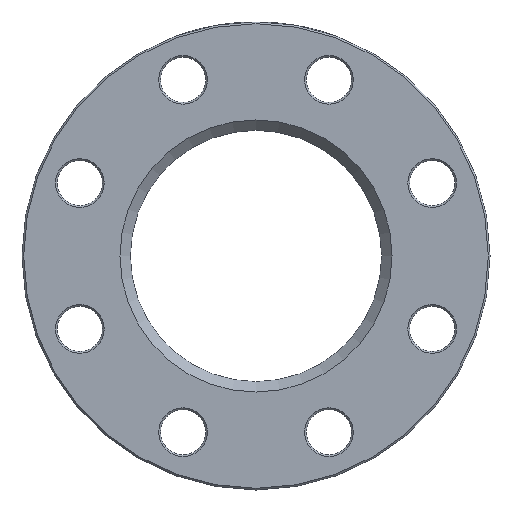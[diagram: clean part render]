
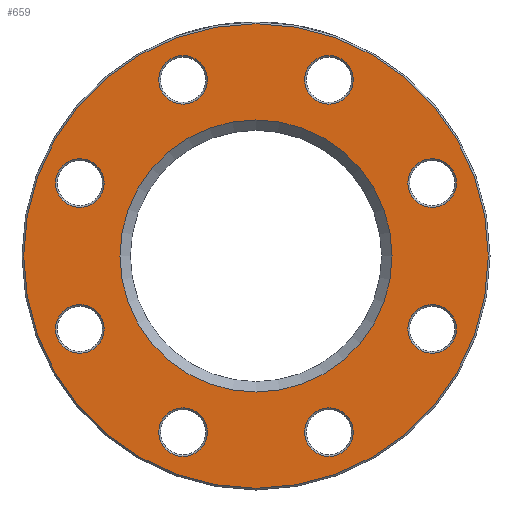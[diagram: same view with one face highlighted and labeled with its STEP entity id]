
A CAD part, left-side view. The second image highlights one B-rep face of the part: STEP entity #659.
In plain terms, the highlighted planar face has unit normal (-1, 0, 0).
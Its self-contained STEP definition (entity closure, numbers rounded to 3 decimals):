
#82 = FACE_BOUND ( 'NONE', #784, .T. ) ;
#138 = DIRECTION ( 'NONE',  ( 0., 0., -1. ) ) ;
#203 = EDGE_CURVE ( 'NONE', #230, #230, #2356, .T. ) ;
#230 = VERTEX_POINT ( 'NONE', #1445 ) ;
#340 = VERTEX_POINT ( 'NONE', #775 ) ;
#374 = EDGE_CURVE ( 'NONE', #1477, #1477, #631, .T. ) ;
#383 = EDGE_LOOP ( 'NONE', ( #3272 ) ) ;
#422 = EDGE_LOOP ( 'NONE', ( #1693 ) ) ;
#515 = DIRECTION ( 'NONE',  ( 1., 0., 0. ) ) ;
#565 = CARTESIAN_POINT ( 'NONE',  ( 0., 101.627, 42.095 ) ) ;
#631 = CIRCLE ( 'NONE', #5085, 134. ) ;
#659 = ADVANCED_FACE ( 'NONE', ( #4533, #940, #1478, #4958, #1446, #2733, #82, #2249, #2765, #4929 ), #3615, .F. ) ;
#674 = CARTESIAN_POINT ( 'NONE',  ( 0., 0., 0. ) ) ;
#731 = AXIS2_PLACEMENT_3D ( 'NONE', #2155, #4719, #773 ) ;
#740 = CARTESIAN_POINT ( 'NONE',  ( 0., 42.095, 101.627 ) ) ;
#772 = DIRECTION ( 'NONE',  ( 1., 0., 0. ) ) ;
#773 = DIRECTION ( 'NONE',  ( 0., 0., -1. ) ) ;
#775 = CARTESIAN_POINT ( 'NONE',  ( 0., 0., -78.5 ) ) ;
#784 = EDGE_LOOP ( 'NONE', ( #5594 ) ) ;
#788 = DIRECTION ( 'NONE',  ( 0., 0., -1. ) ) ;
#798 = CARTESIAN_POINT ( 'NONE',  ( 0., 101.627, -56.095 ) ) ;
#817 = AXIS2_PLACEMENT_3D ( 'NONE', #3152, #2645, #2247 ) ;
#906 = CIRCLE ( 'NONE', #3176, 14. ) ;
#940 = FACE_OUTER_BOUND ( 'NONE', #2740, .T. ) ;
#1005 = EDGE_LOOP ( 'NONE', ( #3493 ) ) ;
#1033 = EDGE_CURVE ( 'NONE', #1670, #1670, #3444, .T. ) ;
#1080 = ORIENTED_EDGE ( 'NONE', *, *, #1033, .T. ) ;
#1092 = CIRCLE ( 'NONE', #2087, 78.5 ) ;
#1142 = VERTEX_POINT ( 'NONE', #4648 ) ;
#1204 = EDGE_CURVE ( 'NONE', #1647, #1647, #3169, .T. ) ;
#1237 = CARTESIAN_POINT ( 'NONE',  ( 0., 0., 0. ) ) ;
#1279 = AXIS2_PLACEMENT_3D ( 'NONE', #2522, #772, #4189 ) ;
#1293 = CARTESIAN_POINT ( 'NONE',  ( 0., -42.095, -101.627 ) ) ;
#1301 = EDGE_LOOP ( 'NONE', ( #4964 ) ) ;
#1356 = AXIS2_PLACEMENT_3D ( 'NONE', #740, #2040, #3322 ) ;
#1445 = CARTESIAN_POINT ( 'NONE',  ( 0., -42.095, -115.627 ) ) ;
#1446 = FACE_BOUND ( 'NONE', #422, .T. ) ;
#1477 = VERTEX_POINT ( 'NONE', #2764 ) ;
#1478 = FACE_BOUND ( 'NONE', #3834, .T. ) ;
#1647 = VERTEX_POINT ( 'NONE', #2026 ) ;
#1653 = EDGE_LOOP ( 'NONE', ( #5000 ) ) ;
#1670 = VERTEX_POINT ( 'NONE', #798 ) ;
#1693 = ORIENTED_EDGE ( 'NONE', *, *, #2647, .T. ) ;
#1820 = CIRCLE ( 'NONE', #2273, 14. ) ;
#1992 = CARTESIAN_POINT ( 'NONE',  ( 0., -42.095, 87.627 ) ) ;
#2026 = CARTESIAN_POINT ( 'NONE',  ( 0., -101.627, -56.095 ) ) ;
#2040 = DIRECTION ( 'NONE',  ( 1., 0., 0. ) ) ;
#2050 = VERTEX_POINT ( 'NONE', #1992 ) ;
#2087 = AXIS2_PLACEMENT_3D ( 'NONE', #674, #2338, #4109 ) ;
#2155 = CARTESIAN_POINT ( 'NONE',  ( 0., -101.627, -42.095 ) ) ;
#2247 = DIRECTION ( 'NONE',  ( 0., 0., -1. ) ) ;
#2249 = FACE_BOUND ( 'NONE', #1653, .T. ) ;
#2273 = AXIS2_PLACEMENT_3D ( 'NONE', #3443, #515, #4441 ) ;
#2338 = DIRECTION ( 'NONE',  ( 1., 0., 0. ) ) ;
#2356 = CIRCLE ( 'NONE', #3720, 14. ) ;
#2426 = VERTEX_POINT ( 'NONE', #4163 ) ;
#2522 = CARTESIAN_POINT ( 'NONE',  ( 0., -42.095, 101.627 ) ) ;
#2538 = ORIENTED_EDGE ( 'NONE', *, *, #374, .T. ) ;
#2645 = DIRECTION ( 'NONE',  ( 1., 0., 0. ) ) ;
#2647 = EDGE_CURVE ( 'NONE', #1142, #1142, #4558, .T. ) ;
#2726 = DIRECTION ( 'NONE',  ( 1., 0., 0. ) ) ;
#2733 = FACE_BOUND ( 'NONE', #383, .T. ) ;
#2740 = EDGE_LOOP ( 'NONE', ( #2538 ) ) ;
#2764 = CARTESIAN_POINT ( 'NONE',  ( 0., 0., -134. ) ) ;
#2765 = FACE_BOUND ( 'NONE', #3654, .T. ) ;
#3106 = ORIENTED_EDGE ( 'NONE', *, *, #5073, .T. ) ;
#3152 = CARTESIAN_POINT ( 'NONE',  ( 0., 101.627, -42.095 ) ) ;
#3169 = CIRCLE ( 'NONE', #731, 14. ) ;
#3176 = AXIS2_PLACEMENT_3D ( 'NONE', #565, #2726, #138 ) ;
#3272 = ORIENTED_EDGE ( 'NONE', *, *, #1204, .T. ) ;
#3322 = DIRECTION ( 'NONE',  ( 0., 0., -1. ) ) ;
#3361 = EDGE_CURVE ( 'NONE', #2050, #2050, #3909, .T. ) ;
#3400 = DIRECTION ( 'NONE',  ( 0., 0., -1. ) ) ;
#3443 = CARTESIAN_POINT ( 'NONE',  ( 0., 42.095, -101.627 ) ) ;
#3444 = CIRCLE ( 'NONE', #817, 14. ) ;
#3466 = VERTEX_POINT ( 'NONE', #5641 ) ;
#3493 = ORIENTED_EDGE ( 'NONE', *, *, #4052, .T. ) ;
#3515 = ORIENTED_EDGE ( 'NONE', *, *, #3361, .T. ) ;
#3615 = PLANE ( 'NONE',  #4177 ) ;
#3654 = EDGE_LOOP ( 'NONE', ( #1080 ) ) ;
#3720 = AXIS2_PLACEMENT_3D ( 'NONE', #1293, #4282, #3400 ) ;
#3834 = EDGE_LOOP ( 'NONE', ( #3106 ) ) ;
#3909 = CIRCLE ( 'NONE', #1279, 14. ) ;
#3964 = DIRECTION ( 'NONE',  ( 1., 0., 0. ) ) ;
#3984 = DIRECTION ( 'NONE',  ( 0., 0., -1. ) ) ;
#4051 = DIRECTION ( 'NONE',  ( 0., 0., -1. ) ) ;
#4052 = EDGE_CURVE ( 'NONE', #340, #340, #1092, .T. ) ;
#4109 = DIRECTION ( 'NONE',  ( 0., 0., -1. ) ) ;
#4163 = CARTESIAN_POINT ( 'NONE',  ( 0., 42.095, 87.627 ) ) ;
#4177 = AXIS2_PLACEMENT_3D ( 'NONE', #4413, #4505, #3984 ) ;
#4189 = DIRECTION ( 'NONE',  ( 0., 0., -1. ) ) ;
#4230 = DIRECTION ( 'NONE',  ( -1., 0., 0. ) ) ;
#4261 = VERTEX_POINT ( 'NONE', #5127 ) ;
#4282 = DIRECTION ( 'NONE',  ( 1., 0., 0. ) ) ;
#4295 = EDGE_CURVE ( 'NONE', #4261, #4261, #906, .T. ) ;
#4413 = CARTESIAN_POINT ( 'NONE',  ( 0., 72.5, 0. ) ) ;
#4441 = DIRECTION ( 'NONE',  ( 0., 0., -1. ) ) ;
#4505 = DIRECTION ( 'NONE',  ( 1., 0., 0. ) ) ;
#4533 = FACE_BOUND ( 'NONE', #1005, .T. ) ;
#4558 = CIRCLE ( 'NONE', #5372, 14. ) ;
#4648 = CARTESIAN_POINT ( 'NONE',  ( 0., -101.627, 28.095 ) ) ;
#4719 = DIRECTION ( 'NONE',  ( 1., 0., 0. ) ) ;
#4811 = CIRCLE ( 'NONE', #1356, 14. ) ;
#4904 = CARTESIAN_POINT ( 'NONE',  ( 0., -101.627, 42.095 ) ) ;
#4929 = FACE_BOUND ( 'NONE', #1301, .T. ) ;
#4958 = FACE_BOUND ( 'NONE', #5538, .T. ) ;
#4964 = ORIENTED_EDGE ( 'NONE', *, *, #4295, .T. ) ;
#5000 = ORIENTED_EDGE ( 'NONE', *, *, #5596, .T. ) ;
#5073 = EDGE_CURVE ( 'NONE', #2426, #2426, #4811, .T. ) ;
#5085 = AXIS2_PLACEMENT_3D ( 'NONE', #1237, #4230, #788 ) ;
#5127 = CARTESIAN_POINT ( 'NONE',  ( 0., 101.627, 28.095 ) ) ;
#5372 = AXIS2_PLACEMENT_3D ( 'NONE', #4904, #3964, #4051 ) ;
#5538 = EDGE_LOOP ( 'NONE', ( #3515 ) ) ;
#5594 = ORIENTED_EDGE ( 'NONE', *, *, #203, .T. ) ;
#5596 = EDGE_CURVE ( 'NONE', #3466, #3466, #1820, .T. ) ;
#5641 = CARTESIAN_POINT ( 'NONE',  ( 0., 42.095, -115.627 ) ) ;
